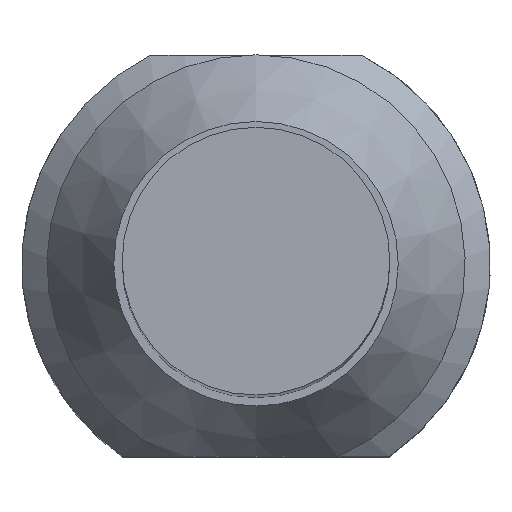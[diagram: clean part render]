
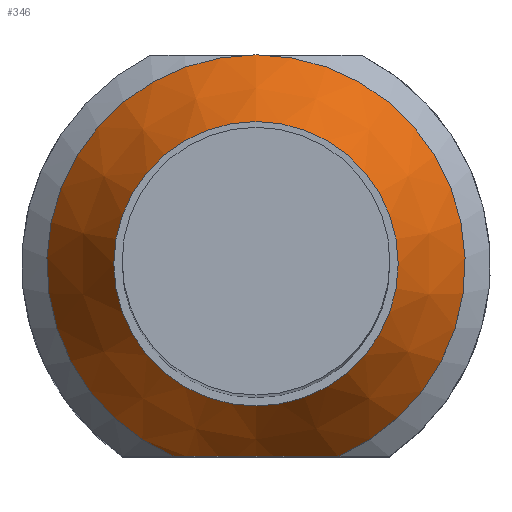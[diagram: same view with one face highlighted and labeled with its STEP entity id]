
A CAD part, top view. The second image highlights one B-rep face of the part: STEP entity #346.
In plain terms, the highlighted conical face has half-angle 30 degrees and reference radius 12.5 mm.
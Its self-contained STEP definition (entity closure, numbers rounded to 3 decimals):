
#200=EDGE_CURVE('240[2]',#587,#588,#589,.T.);
#238=EDGE_CURVE('240[2]',#588,#653,#654,.T.);
#346=ADVANCED_FACE('240[2]',(#811,#812),#813,.T.);
#508=EDGE_CURVE('240[2]',#1023,#1023,#1024,.T.);
#514=EDGE_CURVE('240[2]',#587,#653,#1032,.T.);
#587=VERTEX_POINT('NONE',#1120);
#588=VERTEX_POINT('NONE',#1121);
#589=B_SPLINE_CURVE_WITH_KNOTS('',3,(#1122,#1123,#1124,#1125,#1126,#1127,#1128,#1129),.UNSPECIFIED.,.F.,.F.,(4,2,2,4),(0.013,0.016,0.017,0.019),.UNSPECIFIED.);
#653=VERTEX_POINT('NONE',#1223);
#654=B_SPLINE_CURVE_WITH_KNOTS('',3,(#1224,#1225,#1226,#1227,#1228,#1229,#1230,#1231,#1232,#1233),.UNSPECIFIED.,.F.,.F.,(4,2,2,2,4),(0.019,0.02,0.021,0.021,0.024),.UNSPECIFIED.);
#811=FACE_BOUND('',#1488,.T.);
#812=FACE_BOUND('',#1489,.T.);
#813=CONICAL_SURFACE('',#1490,12.5,0.524);
#1023=VERTEX_POINT('NONE',#1847);
#1024=CIRCLE('',#1848,8.5);
#1032=CIRCLE('',#1859,12.5);
#1120=CARTESIAN_POINT('',(4.899,-11.5,28.072));
#1121=CARTESIAN_POINT('',(0.,-11.5,29.804));
#1122=CARTESIAN_POINT('',(4.899,-11.5,28.072));
#1123=CARTESIAN_POINT('',(4.175,-11.5,28.563));
#1124=CARTESIAN_POINT('',(3.399,-11.5,28.999));
#1125=CARTESIAN_POINT('',(2.161,-11.5,29.467));
#1126=CARTESIAN_POINT('',(1.737,-11.5,29.592));
#1127=CARTESIAN_POINT('',(0.879,-11.5,29.759));
#1128=CARTESIAN_POINT('',(0.443,-11.5,29.804));
#1129=CARTESIAN_POINT('',(0.,-11.5,29.804));
#1223=CARTESIAN_POINT('',(-4.899,-11.5,28.072));
#1224=CARTESIAN_POINT('',(0.,-11.5,29.804));
#1225=CARTESIAN_POINT('',(-0.445,-11.5,29.804));
#1226=CARTESIAN_POINT('',(-0.882,-11.5,29.759));
#1227=CARTESIAN_POINT('',(-1.527,-11.5,29.632));
#1228=CARTESIAN_POINT('',(-1.741,-11.5,29.58));
#1229=CARTESIAN_POINT('',(-2.164,-11.5,29.457));
#1230=CARTESIAN_POINT('',(-2.375,-11.5,29.386));
#1231=CARTESIAN_POINT('',(-3.408,-11.5,28.994));
#1232=CARTESIAN_POINT('',(-4.171,-11.5,28.566));
#1233=CARTESIAN_POINT('',(-4.899,-11.5,28.072));
#1488=EDGE_LOOP('',(#2144));
#1489=EDGE_LOOP('',(#2145,#2146,#2147));
#1490=AXIS2_PLACEMENT_3D('',#2148,#2149,#2150);
#1847=CARTESIAN_POINT('',(0.,-8.5,35.0));
#1848=AXIS2_PLACEMENT_3D('',#2389,#2390,#2391);
#1859=AXIS2_PLACEMENT_3D('',#2398,#2399,#2400);
#2144=ORIENTED_EDGE('',*,*,#508,.F.);
#2145=ORIENTED_EDGE('',*,*,#238,.F.);
#2146=ORIENTED_EDGE('',*,*,#200,.F.);
#2147=ORIENTED_EDGE('',*,*,#514,.T.);
#2148=CARTESIAN_POINT('',(0.,0.,28.072));
#2149=DIRECTION('',(0.,0.,-1.0));
#2150=DIRECTION('',(0.,-1.0,0.));
#2389=CARTESIAN_POINT('',(0.,0.,35.0));
#2390=DIRECTION('',(0.,0.,1.0));
#2391=DIRECTION('',(0.,1.0,0.));
#2398=CARTESIAN_POINT('',(0.,0.,28.072));
#2399=DIRECTION('',(0.,0.,1.0));
#2400=DIRECTION('',(0.,1.0,0.));
